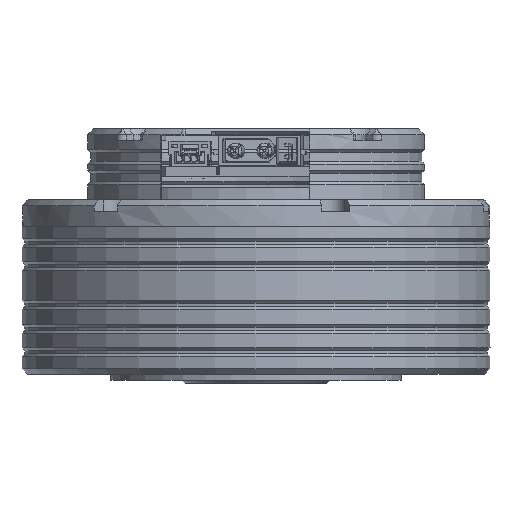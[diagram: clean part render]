
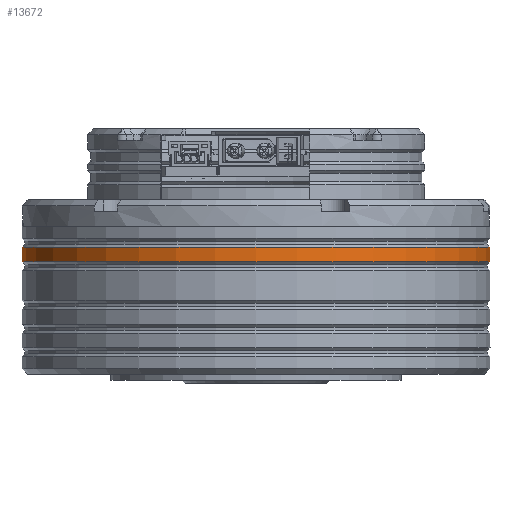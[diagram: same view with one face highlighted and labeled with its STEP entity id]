
A CAD part, front view. The second image highlights one B-rep face of the part: STEP entity #13672.
In plain terms, the highlighted cylindrical face has radius 39.5 mm (diameter 79 mm), a full revolution.
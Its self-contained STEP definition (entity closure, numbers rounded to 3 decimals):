
#719 = CIRCLE ( 'NONE', #28459, 39.5 ) ;
#3065 = EDGE_CURVE ( 'NONE', #35041, #35041, #7616, .T. ) ;
#3185 = AXIS2_PLACEMENT_3D ( 'NONE', #10736, #22802, #34802 ) ;
#3439 = EDGE_CURVE ( 'NONE', #16894, #16894, #719, .T. ) ;
#4122 = ORIENTED_EDGE ( 'NONE', *, *, #3065, .T. ) ;
#5528 = EDGE_LOOP ( 'NONE', ( #4122 ) ) ;
#6762 = FACE_OUTER_BOUND ( 'NONE', #5528, .T. ) ;
#7616 = CIRCLE ( 'NONE', #3185, 39.5 ) ;
#9871 = DIRECTION ( 'NONE',  ( 0., -1., 0. ) ) ;
#10736 = CARTESIAN_POINT ( 'NONE',  ( -65.868, 27.164, 5. ) ) ;
#11907 = AXIS2_PLACEMENT_3D ( 'NONE', #30857, #16051, #16241 ) ;
#13672 = ADVANCED_FACE ( 'NONE', ( #6762, #19013 ), #22183, .T. ) ;
#16051 = DIRECTION ( 'NONE',  ( 0., 0., 1. ) ) ;
#16241 = DIRECTION ( 'NONE',  ( 0., 1., 0. ) ) ;
#16894 = VERTEX_POINT ( 'NONE', #32475 ) ;
#19013 = FACE_OUTER_BOUND ( 'NONE', #21947, .T. ) ;
#20056 = CARTESIAN_POINT ( 'NONE',  ( -65.868, 66.664, 5. ) ) ;
#21323 = CARTESIAN_POINT ( 'NONE',  ( -65.868, 27.164, 7.5 ) ) ;
#21947 = EDGE_LOOP ( 'NONE', ( #29162 ) ) ;
#22183 = CYLINDRICAL_SURFACE ( 'NONE', #11907, 39.5 ) ;
#22802 = DIRECTION ( 'NONE',  ( 0., 0., 1. ) ) ;
#28459 = AXIS2_PLACEMENT_3D ( 'NONE', #21323, #33755, #9871 ) ;
#29162 = ORIENTED_EDGE ( 'NONE', *, *, #3439, .F. ) ;
#30857 = CARTESIAN_POINT ( 'NONE',  ( -65.868, 27.164, -11. ) ) ;
#32475 = CARTESIAN_POINT ( 'NONE',  ( -65.868, -12.336, 7.5 ) ) ;
#33755 = DIRECTION ( 'NONE',  ( 0., 0., 1. ) ) ;
#34802 = DIRECTION ( 'NONE',  ( 0., 1., 0. ) ) ;
#35041 = VERTEX_POINT ( 'NONE', #20056 ) ;
